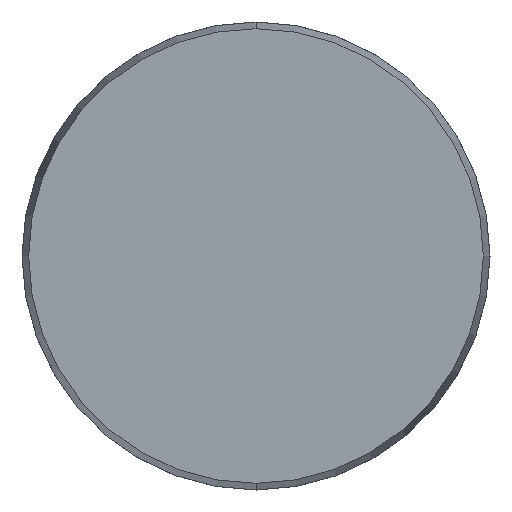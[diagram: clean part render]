
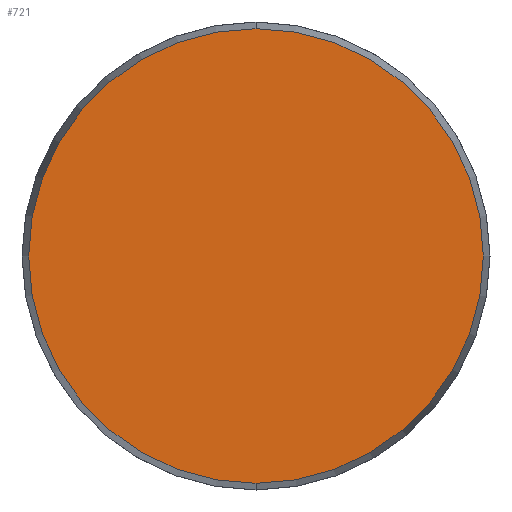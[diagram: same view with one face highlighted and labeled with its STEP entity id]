
A CAD part, front view. The second image highlights one B-rep face of the part: STEP entity #721.
In plain terms, the highlighted planar face has unit normal (0, -1, 0).
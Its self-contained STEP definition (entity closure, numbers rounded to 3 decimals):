
#32 = VERTEX_POINT ( 'NONE', #169 ) ;
#64 = ORIENTED_EDGE ( 'NONE', *, *, #1240, .T. ) ;
#169 = CARTESIAN_POINT ( 'NONE',  ( 0., 0., 29.143 ) ) ;
#189 = ORIENTED_EDGE ( 'NONE', *, *, #1149, .T. ) ;
#251 = CARTESIAN_POINT ( 'NONE',  ( -29.143, 0., 0. ) ) ;
#364 = DIRECTION ( 'NONE',  ( 0., 0., 1. ) ) ;
#478 = CARTESIAN_POINT ( 'NONE',  ( 0., 0., 0. ) ) ;
#537 = DIRECTION ( 'NONE',  ( 0., -1., 0. ) ) ;
#552 = VERTEX_POINT ( 'NONE', #1150 ) ;
#602 = DIRECTION ( 'NONE',  ( 0., 0., -1. ) ) ;
#631 = AXIS2_PLACEMENT_3D ( 'NONE', #478, #1109, #602 ) ;
#721 = ADVANCED_FACE ( 'NONE', ( #754 ), #1295, .F. ) ;
#754 = FACE_OUTER_BOUND ( 'NONE', #1100, .T. ) ;
#851 = DIRECTION ( 'NONE',  ( 0., 1., 0. ) ) ;
#951 = DIRECTION ( 'NONE',  ( 0., 0., -1. ) ) ;
#980 = CIRCLE ( 'NONE', #1151, 29.143 ) ;
#1055 = CARTESIAN_POINT ( 'NONE',  ( 0., 0., 0. ) ) ;
#1100 = EDGE_LOOP ( 'NONE', ( #64, #189 ) ) ;
#1109 = DIRECTION ( 'NONE',  ( 0., -1., 0. ) ) ;
#1149 = EDGE_CURVE ( 'NONE', #552, #32, #980, .T. ) ;
#1150 = CARTESIAN_POINT ( 'NONE',  ( 0., 0., -29.143 ) ) ;
#1151 = AXIS2_PLACEMENT_3D ( 'NONE', #1055, #537, #951 ) ;
#1222 = AXIS2_PLACEMENT_3D ( 'NONE', #251, #851, #364 ) ;
#1240 = EDGE_CURVE ( 'NONE', #32, #552, #1324, .T. ) ;
#1295 = PLANE ( 'NONE',  #1222 ) ;
#1324 = CIRCLE ( 'NONE', #631, 29.143 ) ;
